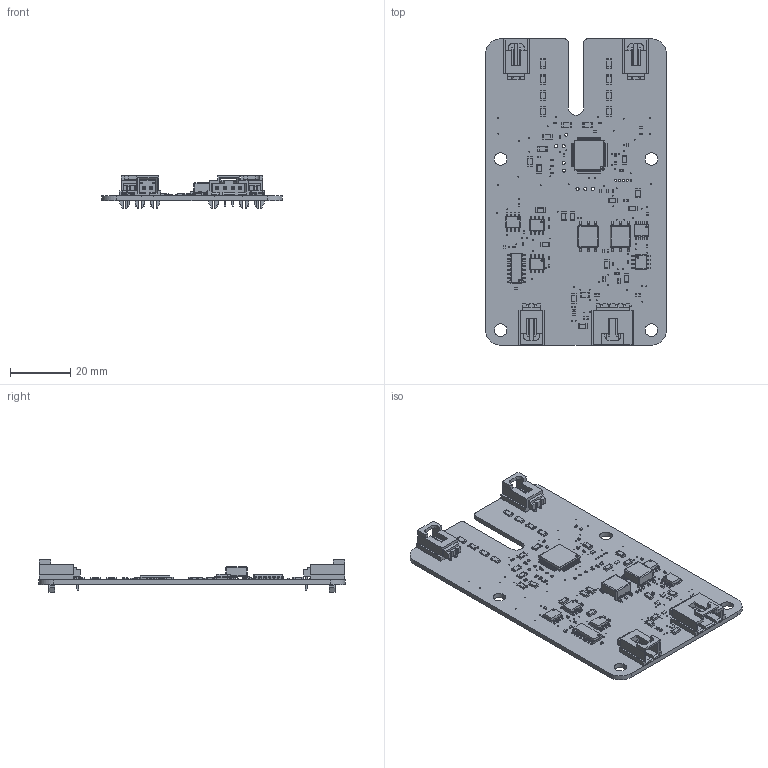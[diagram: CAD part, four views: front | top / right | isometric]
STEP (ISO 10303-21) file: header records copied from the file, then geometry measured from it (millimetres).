
FILE_DESCRIPTION(('KiCad electronic assembly'),'2;1');
FILE_NAME('SIM100MLP.step','2021-03-18T15:15:49',('An Author'),( 'A Company'),'Open CASCADE STEP processor 6.9', 'KiCad to STEP converter','Unknown');
FILE_SCHEMA(('AUTOMOTIVE_DESIGN { 1 0 10303 214 1 1 1 1 }'));
Length unit declared in the file: millimetre
Products named in the file (32): Open CASCADE STEP translator 6.9 1; SC-70-6; SC-70; SOT-23; Murata_CSTNE16M0VH3C000R0; LQFP-64_10x10mm_Pitch0.5mm; SOLID; Wurth_760390014; Coilcraft_MSS1038T; MOLEX_705510036; MOLEX_705510038; R_0603; C_0402; C_1206; LED_0603; R_0402; R_1206; SOIC-8_3.9x4.9mm_Pitch1.27mm; SOT-23-5; DFN-10-1EP_3x3mm_Pitch0.5mm; SOIC-16_3.9x9.9mm_Pitch1.27mm; COMPOUND
Assembly tree (106 placements, depth 3):
  Open CASCADE STEP translator 6.9 1
    SC-70-6
    SC-70  x2
    SOT-23  x2
    Murata_CSTNE16M0VH3C000R0
    LQFP-64_10x10mm_Pitch0.5mm
      SOLID
    Wurth_760390014  x2
      SOLID
    Coilcraft_MSS1038T
    MOLEX_705510036  x3
      SOLID
    MOLEX_705510038
      SOLID
    R_0603  x8
      SOLID
    C_0402  x26
      SOLID
    C_1206  x14
      SOLID
    LED_0603  x2
    R_0402  x9
      SOLID
    R_1206  x13
      SOLID
    SOIC-8_3.9x4.9mm_Pitch1.27mm  x5
      SOLID
    SOT-23-5
    DFN-10-1EP_3x3mm_Pitch0.5mm
    SOIC-16_3.9x9.9mm_Pitch1.27mm
      SOLID
    COMPOUND
Bounding box: 59.99 x 101.6 x 10.79 mm (x, y, z)
Volume: 11505.4 mm3; surface area: 18036.1 mm2
Topology: 84 solids, 84 shells, 5408 faces, 14345 edges, 9138 vertices
Faces by surface type: plane 3395, cylinder 1621, bspline 304, sphere 56, torus 32
Full cylindrical faces by diameter (mm): 0.33 x93, 0.5 x1, 0.6 x6, 0.61 x5, 1.016 x8, 1.092 x10, 3.429 x8, 4.191 x4
Entity records: 184076 total; most frequent: CARTESIAN_POINT 44729, DIRECTION 23667, LINE 15830, VECTOR 15830, ORIENTED_EDGE 12714, PCURVE 12714, DEFINITIONAL_REPRESENTATION 12714, EDGE_CURVE 6357
